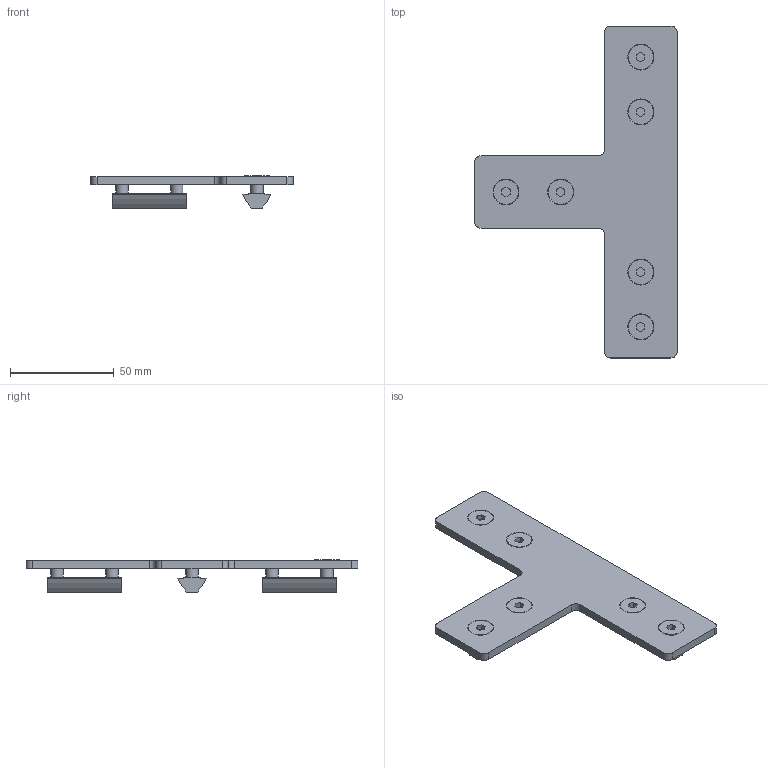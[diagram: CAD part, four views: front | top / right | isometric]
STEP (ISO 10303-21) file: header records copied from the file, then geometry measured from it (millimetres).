
FILE_DESCRIPTION(/* description */ (''),/* implementation_level */ '2;1');
FILE_NAME(/* name */ '500000.stp',/* time_stamp */ '2020-10-12T09:56:05+02:00',/* author */ ('jiri.spacek'),/* organization */ ('Alutec K&K'),/* preprocessor_version */ 'ST-DEVELOPER v18.1',/* originating_system */ 'Autodesk Inventor 2021',/* authorisation */ '');
FILE_SCHEMA (('AUTOMOTIVE_DESIGN { 1 0 10303 214 3 1 1 }'));
Length unit declared in the file: millimetre
Products named in the file (4): 500000; 200612.4; 321341; 500000-01
Assembly tree (10 placements, depth 2):
  500000
    200612.4  x6
    321341  x3
    500000-01
Bounding box: 97.5 x 160 x 15.5 mm (x, y, z)
Volume: 38996.9 mm3; surface area: 25007.6 mm2
Topology: 10 solids, 10 shells, 150 faces, 360 edges, 236 vertices
Faces by surface type: plane 88, cylinder 38, cone 18, torus 6
Full cylindrical faces by diameter (mm): 4.917 x6, 6 x6, 6.5 x6, 12 x6
Entity records: 1929 total; most frequent: DIRECTION 332, CARTESIAN_POINT 301, ORIENTED_EDGE 280, EDGE_CURVE 140, AXIS2_PLACEMENT_3D 122, VERTEX_POINT 91, LINE 88, VECTOR 88
